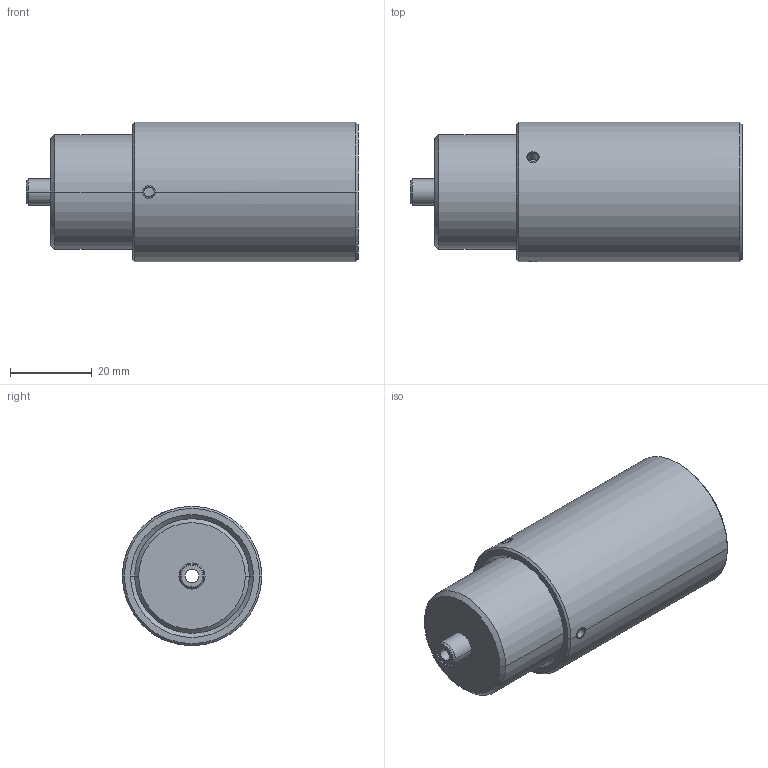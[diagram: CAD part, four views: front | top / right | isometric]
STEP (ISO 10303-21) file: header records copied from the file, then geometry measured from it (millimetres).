
FILE_DESCRIPTION((''),'2;1');
FILE_NAME('170029','2026-01-16T',('zkm'),(''),'PRO/ENGINEER BY PARAMETRIC TECHNOLOGY CORPORATION, 2004110','PRO/ENGINEER BY PARAMETRIC TECHNOLOGY CORPORATION, 2004110','');
FILE_SCHEMA(('CONFIG_CONTROL_DESIGN'));
Length unit declared in the file: millimetre
Products named in the file (1): 170029
Bounding box: 81 x 34 x 34 mm (x, y, z)
Volume: 24214.5 mm3; surface area: 17968.7 mm2
Topology: 1 solids, 7 shells, 76 faces, 159 edges, 98 vertices
Faces by surface type: cylinder 41, cone 22, plane 13
Entity records: 2214 total; most frequent: CARTESIAN_POINT 496, DIRECTION 393, ORIENTED_EDGE 294, AXIS2_PLACEMENT_3D 169, EDGE_CURVE 159, VERTEX_POINT 98, CIRCLE 92, EDGE_LOOP 91
